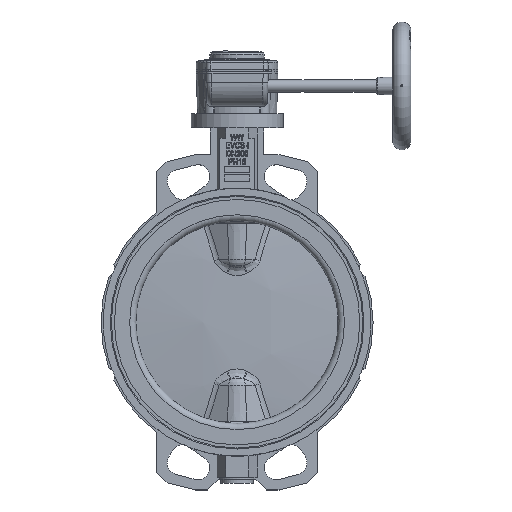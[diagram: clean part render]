
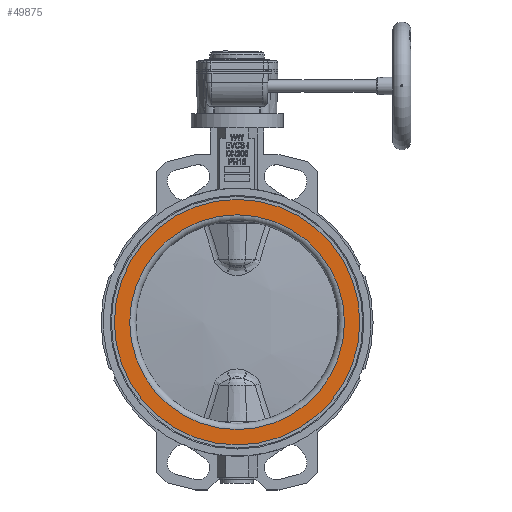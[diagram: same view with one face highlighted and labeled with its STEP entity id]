
A CAD part, top view. The second image highlights one B-rep face of the part: STEP entity #49875.
In plain terms, the highlighted planar face has unit normal (0, 0, 1).
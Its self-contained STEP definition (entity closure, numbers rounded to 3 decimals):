
#1967=PLANE('',#54714);
#2364=FACE_BOUND('',#16690,.T.);
#4263=CIRCLE('',#54564,105.);
#4264=CIRCLE('',#54566,120.);
#13777=FACE_OUTER_BOUND('',#16689,.T.);
#16689=EDGE_LOOP('',(#42846));
#16690=EDGE_LOOP('',(#42847));
#22484=VERTEX_POINT('',#175525);
#22485=VERTEX_POINT('',#175529);
#29224=EDGE_CURVE('',#22484,#22484,#4263,.T.);
#29225=EDGE_CURVE('',#22485,#22485,#4264,.T.);
#42846=ORIENTED_EDGE('',*,*,#29225,.T.);
#42847=ORIENTED_EDGE('',*,*,#29224,.F.);
#49875=ADVANCED_FACE('',(#13777,#2364),#1967,.F.);
#54564=AXIS2_PLACEMENT_3D('',#175527,#66035,#66036);
#54566=AXIS2_PLACEMENT_3D('',#175530,#66039,#66040);
#54714=AXIS2_PLACEMENT_3D('',#177382,#66613,#66614);
#66035=DIRECTION('center_axis',(0.,0.,1.));
#66036=DIRECTION('ref_axis',(1.,0.,0.));
#66039=DIRECTION('center_axis',(0.,0.,1.));
#66040=DIRECTION('ref_axis',(1.,0.,0.));
#66613=DIRECTION('center_axis',(0.,0.,-1.));
#66614=DIRECTION('ref_axis',(-1.,0.,0.));
#175525=CARTESIAN_POINT('',(-105.,0.,31.));
#175527=CARTESIAN_POINT('Origin',(0.,0.,31.));
#175529=CARTESIAN_POINT('',(-120.,0.,31.));
#175530=CARTESIAN_POINT('Origin',(0.,0.,31.));
#177382=CARTESIAN_POINT('Origin',(0.,105.,31.));
